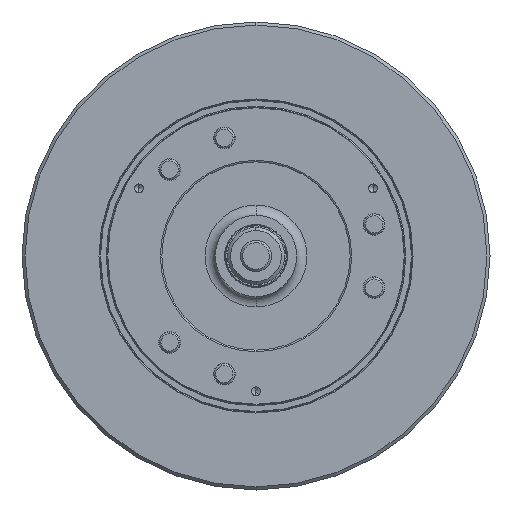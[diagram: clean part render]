
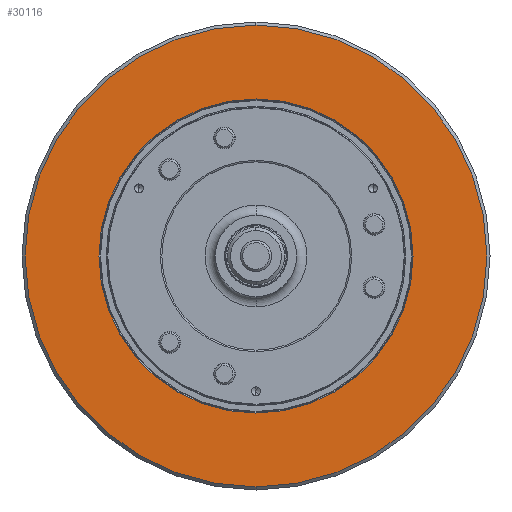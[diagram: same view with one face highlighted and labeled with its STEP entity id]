
A CAD part, left-side view. The second image highlights one B-rep face of the part: STEP entity #30116.
In plain terms, the highlighted planar face has unit normal (-1, 0, 0).
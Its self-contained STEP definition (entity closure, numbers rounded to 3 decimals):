
#164 = VERTEX_POINT ( 'NONE', #40130 ) ;
#1021 = DIRECTION ( 'NONE',  ( -1., 0., 0. ) ) ;
#1602 = EDGE_CURVE ( 'NONE', #35777, #26494, #15701, .T. ) ;
#3768 = AXIS2_PLACEMENT_3D ( 'NONE', #16397, #43546, #26704 ) ;
#4830 = ORIENTED_EDGE ( 'NONE', *, *, #41907, .T. ) ;
#6003 = CARTESIAN_POINT ( 'NONE',  ( -114., 0., 151. ) ) ;
#8147 = ORIENTED_EDGE ( 'NONE', *, *, #1602, .T. ) ;
#11491 = AXIS2_PLACEMENT_3D ( 'NONE', #13733, #36106, #14300 ) ;
#13145 = CARTESIAN_POINT ( 'NONE',  ( -114., 0., 0. ) ) ;
#13733 = CARTESIAN_POINT ( 'NONE',  ( -114., 0., 0. ) ) ;
#14243 = CARTESIAN_POINT ( 'NONE',  ( -114., 0., -151. ) ) ;
#14286 = EDGE_CURVE ( 'NONE', #164, #32815, #17968, .T. ) ;
#14300 = DIRECTION ( 'NONE',  ( 0., 0., 1. ) ) ;
#15701 = CIRCLE ( 'NONE', #11491, 151. ) ;
#16397 = CARTESIAN_POINT ( 'NONE',  ( -114., 225., 0. ) ) ;
#16571 = DIRECTION ( 'NONE',  ( -1., 0., 0. ) ) ;
#16610 = DIRECTION ( 'NONE',  ( 0., 0., 1. ) ) ;
#17034 = AXIS2_PLACEMENT_3D ( 'NONE', #21504, #1021, #24920 ) ;
#17968 = CIRCLE ( 'NONE', #43024, 222. ) ;
#21504 = CARTESIAN_POINT ( 'NONE',  ( -114., 0., 0. ) ) ;
#22545 = EDGE_CURVE ( 'NONE', #32815, #164, #36322, .T. ) ;
#23274 = PLANE ( 'NONE',  #3768 ) ;
#24920 = DIRECTION ( 'NONE',  ( 0., 0., 1. ) ) ;
#25906 = EDGE_LOOP ( 'NONE', ( #31269, #31289 ) ) ;
#26494 = VERTEX_POINT ( 'NONE', #14243 ) ;
#26513 = AXIS2_PLACEMENT_3D ( 'NONE', #13145, #37016, #16610 ) ;
#26704 = DIRECTION ( 'NONE',  ( 0., 0., 1. ) ) ;
#27023 = FACE_BOUND ( 'NONE', #31255, .T. ) ;
#27293 = CIRCLE ( 'NONE', #26513, 151. ) ;
#28076 = FACE_OUTER_BOUND ( 'NONE', #25906, .T. ) ;
#30116 = ADVANCED_FACE ( 'NONE', ( #27023, #28076 ), #23274, .T. ) ;
#31255 = EDGE_LOOP ( 'NONE', ( #8147, #4830 ) ) ;
#31269 = ORIENTED_EDGE ( 'NONE', *, *, #14286, .T. ) ;
#31289 = ORIENTED_EDGE ( 'NONE', *, *, #22545, .T. ) ;
#32815 = VERTEX_POINT ( 'NONE', #43175 ) ;
#35777 = VERTEX_POINT ( 'NONE', #6003 ) ;
#36106 = DIRECTION ( 'NONE',  ( 1., 0., 0. ) ) ;
#36322 = CIRCLE ( 'NONE', #17034, 222. ) ;
#36974 = CARTESIAN_POINT ( 'NONE',  ( -114., 0., 0. ) ) ;
#37016 = DIRECTION ( 'NONE',  ( 1., 0., 0. ) ) ;
#40130 = CARTESIAN_POINT ( 'NONE',  ( -114., 0., -222. ) ) ;
#40409 = DIRECTION ( 'NONE',  ( 0., 0., 1. ) ) ;
#41907 = EDGE_CURVE ( 'NONE', #26494, #35777, #27293, .T. ) ;
#43024 = AXIS2_PLACEMENT_3D ( 'NONE', #36974, #16571, #40409 ) ;
#43175 = CARTESIAN_POINT ( 'NONE',  ( -114., 0., 222. ) ) ;
#43546 = DIRECTION ( 'NONE',  ( -1., 0., 0. ) ) ;
